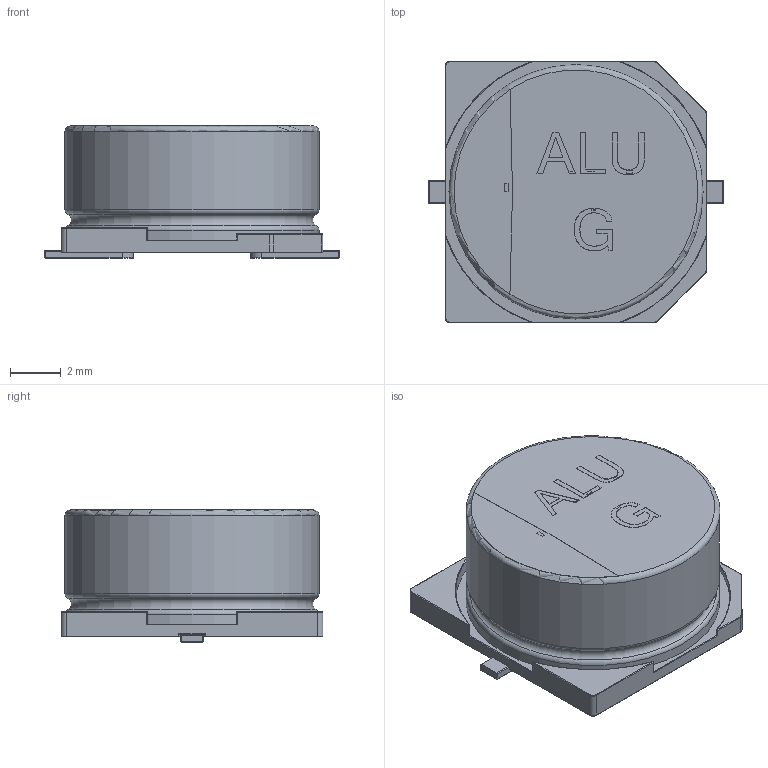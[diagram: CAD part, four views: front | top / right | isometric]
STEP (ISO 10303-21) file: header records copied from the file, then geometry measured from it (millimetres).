
FILE_DESCRIPTION(/* description */ ('STEP AP214'),/* implementation_level */ '2;1');
FILE_NAME(/* name */ 'C SMD Aluminium G - 5mm.step',/* time_stamp */ '2024-10-21T19:10:03+03:00',/* author */ (''),/* organization */ (''),/* preprocessor_version */ 'ST-DEVELOPER v20',/* originating_system */ 'Autodesk Translation Framework v13.14.0.145',/* authorisation */ '');
FILE_SCHEMA (('AUTOMOTIVE_DESIGN { 1 0 10303 214 3 1 1 }'));
Length unit declared in the file: centimetre
Products named in the file (5): User Library-ALU-G; User Library-ALU-G_K_X_F6rper_1; User Library-ALU-G_Beschriftung_1; User Library-ALU-G_Pins_1; User Library-ALU-G_Fuss_1
Assembly tree (4 placements, depth 2):
  User Library-ALU-G
    User Library-ALU-G_K_X_F6rper_1
    User Library-ALU-G_Beschriftung_1
    User Library-ALU-G_Pins_1
    User Library-ALU-G_Fuss_1
Bounding box: 11.6 x 10.3 x 5.2 mm (x, y, z)
Volume: 407.5 mm3; surface area: 616.7 mm2
Topology: 4 solids, 4 shells, 312 faces, 784 edges, 480 vertices
Faces by surface type: plane 142, cylinder 76, bspline 48, torus 26, sphere 20
Full cylindrical faces by diameter (mm): 0.455 x2, 10 x2
Entity records: 9845 total; most frequent: CARTESIAN_POINT 2330, ORIENTED_EDGE 1534, DIRECTION 1400, EDGE_CURVE 767, VERTEX_POINT 480, LINE 468, VECTOR 468, AXIS2_PLACEMENT_3D 466
